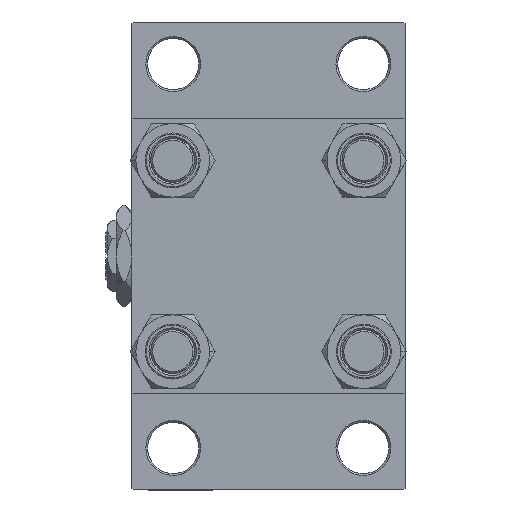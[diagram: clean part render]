
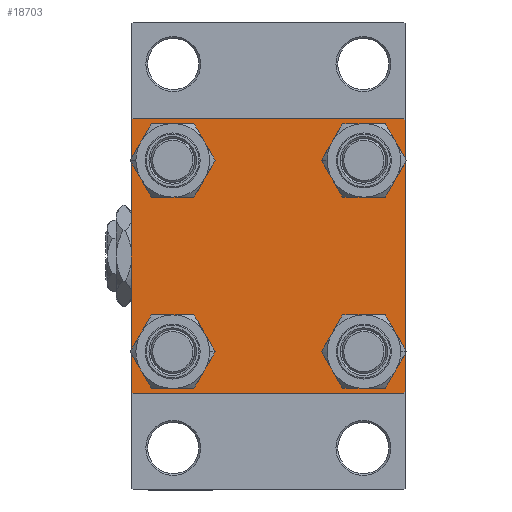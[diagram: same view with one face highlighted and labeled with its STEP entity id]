
A CAD part, left-side view. The second image highlights one B-rep face of the part: STEP entity #18703.
In plain terms, the highlighted planar face has unit normal (-1, 0, 0).
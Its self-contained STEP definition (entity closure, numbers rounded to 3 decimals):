
#493 = CARTESIAN_POINT ( 'NONE',  ( 0., 37.25, -37.25 ) ) ;
#1323 = EDGE_LOOP ( 'NONE', ( #24737, #7676 ) ) ;
#1372 = CARTESIAN_POINT ( 'NONE',  ( 0., -37.5, 37.5 ) ) ;
#1389 = EDGE_CURVE ( 'NONE', #33586, #35608, #37527, .T. ) ;
#2105 = CARTESIAN_POINT ( 'NONE',  ( 0., 37.5, -37. ) ) ;
#2297 = AXIS2_PLACEMENT_3D ( 'NONE', #15803, #24085, #28076 ) ;
#3166 = CIRCLE ( 'NONE', #17537, 6.5 ) ;
#3169 = VERTEX_POINT ( 'NONE', #36143 ) ;
#3208 = LINE ( 'NONE', #26465, #10311 ) ;
#3210 = AXIS2_PLACEMENT_3D ( 'NONE', #44598, #37096, #41590 ) ;
#3248 = CARTESIAN_POINT ( 'NONE',  ( 0., 37.5, 37.5 ) ) ;
#4523 = VECTOR ( 'NONE', #46037, 1000. ) ;
#4528 = VERTEX_POINT ( 'NONE', #32183 ) ;
#4591 = CIRCLE ( 'NONE', #32569, 6.5 ) ;
#4647 = ORIENTED_EDGE ( 'NONE', *, *, #30547, .T. ) ;
#4729 = CARTESIAN_POINT ( 'NONE',  ( 0., 26.15, 19.65 ) ) ;
#4934 = DIRECTION ( 'NONE',  ( 0., -1., 0. ) ) ;
#6127 = DIRECTION ( 'NONE',  ( 0., 0., -1. ) ) ;
#6850 = LINE ( 'NONE', #37860, #45416 ) ;
#7676 = ORIENTED_EDGE ( 'NONE', *, *, #16912, .T. ) ;
#7869 = EDGE_CURVE ( 'NONE', #4528, #3169, #34187, .T. ) ;
#8730 = VERTEX_POINT ( 'NONE', #32039 ) ;
#9397 = DIRECTION ( 'NONE',  ( 0., 0., 1. ) ) ;
#9465 = CARTESIAN_POINT ( 'NONE',  ( 0., -37.5, 37. ) ) ;
#9715 = CARTESIAN_POINT ( 'NONE',  ( 0., -37.25, 37.25 ) ) ;
#9755 = CARTESIAN_POINT ( 'NONE',  ( 0., -37., -37.5 ) ) ;
#10133 = ORIENTED_EDGE ( 'NONE', *, *, #44889, .T. ) ;
#10311 = VECTOR ( 'NONE', #41739, 1000. ) ;
#10458 = ORIENTED_EDGE ( 'NONE', *, *, #16082, .T. ) ;
#10867 = DIRECTION ( 'NONE',  ( 0., 0., 1. ) ) ;
#11043 = VECTOR ( 'NONE', #41688, 1000. ) ;
#11149 = ORIENTED_EDGE ( 'NONE', *, *, #14022, .T. ) ;
#11606 = EDGE_CURVE ( 'NONE', #32679, #24819, #46528, .T. ) ;
#11930 = EDGE_CURVE ( 'NONE', #24819, #16754, #23941, .T. ) ;
#13401 = DIRECTION ( 'NONE',  ( 0., 0., 1. ) ) ;
#13478 = CIRCLE ( 'NONE', #29490, 6.5 ) ;
#14001 = CARTESIAN_POINT ( 'NONE',  ( 0., -37., 37.5 ) ) ;
#14022 = EDGE_CURVE ( 'NONE', #20086, #41051, #4591, .T. ) ;
#14358 = FACE_BOUND ( 'NONE', #24961, .T. ) ;
#14602 = CARTESIAN_POINT ( 'NONE',  ( 0., 0., 0. ) ) ;
#15393 = EDGE_CURVE ( 'NONE', #33586, #23883, #6850, .T. ) ;
#15803 = CARTESIAN_POINT ( 'NONE',  ( 0., -26.15, -26.15 ) ) ;
#15849 = CIRCLE ( 'NONE', #2297, 6.5 ) ;
#15872 = DIRECTION ( 'NONE',  ( 1., 0., 0. ) ) ;
#16082 = EDGE_CURVE ( 'NONE', #23883, #32679, #42424, .T. ) ;
#16447 = EDGE_CURVE ( 'NONE', #41051, #20086, #15849, .T. ) ;
#16685 = ORIENTED_EDGE ( 'NONE', *, *, #11930, .T. ) ;
#16754 = VERTEX_POINT ( 'NONE', #9755 ) ;
#16912 = EDGE_CURVE ( 'NONE', #46314, #27666, #13478, .T. ) ;
#17416 = VERTEX_POINT ( 'NONE', #29943 ) ;
#17537 = AXIS2_PLACEMENT_3D ( 'NONE', #20090, #27106, #38373 ) ;
#17808 = CIRCLE ( 'NONE', #18640, 6.5 ) ;
#17987 = ORIENTED_EDGE ( 'NONE', *, *, #7869, .T. ) ;
#18597 = EDGE_CURVE ( 'NONE', #17416, #24345, #41525, .T. ) ;
#18640 = AXIS2_PLACEMENT_3D ( 'NONE', #28431, #33182, #13401 ) ;
#18703 = ADVANCED_FACE ( 'NONE', ( #30137, #49393, #14358, #25882, #41162 ), #37406, .T. ) ;
#18987 = AXIS2_PLACEMENT_3D ( 'NONE', #25252, #36285, #29255 ) ;
#20086 = VERTEX_POINT ( 'NONE', #48758 ) ;
#20090 = CARTESIAN_POINT ( 'NONE',  ( 0., 26.15, 26.15 ) ) ;
#20112 = VECTOR ( 'NONE', #6127, 1000. ) ;
#20523 = VECTOR ( 'NONE', #4934, 1000. ) ;
#20772 = AXIS2_PLACEMENT_3D ( 'NONE', #44416, #28905, #9397 ) ;
#23336 = CARTESIAN_POINT ( 'NONE',  ( 0., -26.15, 19.65 ) ) ;
#23883 = VERTEX_POINT ( 'NONE', #24758 ) ;
#23941 = LINE ( 'NONE', #39207, #20523 ) ;
#24085 = DIRECTION ( 'NONE',  ( 1., 0., 0. ) ) ;
#24345 = VERTEX_POINT ( 'NONE', #23336 ) ;
#24737 = ORIENTED_EDGE ( 'NONE', *, *, #43960, .T. ) ;
#24758 = CARTESIAN_POINT ( 'NONE',  ( 0., 37.5, 37. ) ) ;
#24819 = VERTEX_POINT ( 'NONE', #36526 ) ;
#24961 = EDGE_LOOP ( 'NONE', ( #17987, #4647 ) ) ;
#25252 = CARTESIAN_POINT ( 'NONE',  ( 0., 26.15, -26.15 ) ) ;
#25882 = FACE_BOUND ( 'NONE', #1323, .T. ) ;
#26465 = CARTESIAN_POINT ( 'NONE',  ( 0., -37.25, -37.25 ) ) ;
#26634 = DIRECTION ( 'NONE',  ( 1., 0., 0. ) ) ;
#26861 = ORIENTED_EDGE ( 'NONE', *, *, #15393, .T. ) ;
#27106 = DIRECTION ( 'NONE',  ( 1., 0., 0. ) ) ;
#27200 = EDGE_CURVE ( 'NONE', #29202, #8730, #44152, .T. ) ;
#27666 = VERTEX_POINT ( 'NONE', #29011 ) ;
#28076 = DIRECTION ( 'NONE',  ( 0., 0., 1. ) ) ;
#28431 = CARTESIAN_POINT ( 'NONE',  ( 0., 26.15, -26.15 ) ) ;
#28599 = EDGE_LOOP ( 'NONE', ( #43452, #10133 ) ) ;
#28723 = LINE ( 'NONE', #9715, #36824 ) ;
#28905 = DIRECTION ( 'NONE',  ( 1., 0., 0. ) ) ;
#29011 = CARTESIAN_POINT ( 'NONE',  ( 0., 26.15, 32.65 ) ) ;
#29202 = VERTEX_POINT ( 'NONE', #9465 ) ;
#29255 = DIRECTION ( 'NONE',  ( 0., 0., 1. ) ) ;
#29490 = AXIS2_PLACEMENT_3D ( 'NONE', #37690, #15872, #33939 ) ;
#29642 = ORIENTED_EDGE ( 'NONE', *, *, #11606, .T. ) ;
#29893 = DIRECTION ( 'NONE',  ( -1., 0., 0. ) ) ;
#29943 = CARTESIAN_POINT ( 'NONE',  ( 0., -26.15, 32.65 ) ) ;
#30137 = FACE_BOUND ( 'NONE', #28599, .T. ) ;
#30547 = EDGE_CURVE ( 'NONE', #3169, #4528, #17808, .T. ) ;
#32039 = CARTESIAN_POINT ( 'NONE',  ( 0., -37.5, -37. ) ) ;
#32183 = CARTESIAN_POINT ( 'NONE',  ( 0., 26.15, -19.65 ) ) ;
#32569 = AXIS2_PLACEMENT_3D ( 'NONE', #42395, #26634, #35135 ) ;
#32679 = VERTEX_POINT ( 'NONE', #2105 ) ;
#32743 = AXIS2_PLACEMENT_3D ( 'NONE', #14602, #29893, #10867 ) ;
#33182 = DIRECTION ( 'NONE',  ( 1., 0., 0. ) ) ;
#33586 = VERTEX_POINT ( 'NONE', #43903 ) ;
#33939 = DIRECTION ( 'NONE',  ( 0., 0., 1. ) ) ;
#34187 = CIRCLE ( 'NONE', #18987, 6.5 ) ;
#34355 = DIRECTION ( 'NONE',  ( 0., 0.707, -0.707 ) ) ;
#35135 = DIRECTION ( 'NONE',  ( 0., 0., 1. ) ) ;
#35246 = EDGE_LOOP ( 'NONE', ( #45449, #11149 ) ) ;
#35608 = VERTEX_POINT ( 'NONE', #14001 ) ;
#35961 = ORIENTED_EDGE ( 'NONE', *, *, #1389, .F. ) ;
#36143 = CARTESIAN_POINT ( 'NONE',  ( 0., 26.15, -32.65 ) ) ;
#36197 = EDGE_LOOP ( 'NONE', ( #10458, #29642, #16685, #47865, #45200, #43779, #35961, #26861 ) ) ;
#36285 = DIRECTION ( 'NONE',  ( 1., 0., 0. ) ) ;
#36526 = CARTESIAN_POINT ( 'NONE',  ( 0., 37., -37.5 ) ) ;
#36824 = VECTOR ( 'NONE', #48720, 1000. ) ;
#37096 = DIRECTION ( 'NONE',  ( 1., 0., 0. ) ) ;
#37406 = PLANE ( 'NONE',  #32743 ) ;
#37527 = LINE ( 'NONE', #3248, #46634 ) ;
#37690 = CARTESIAN_POINT ( 'NONE',  ( 0., 26.15, 26.15 ) ) ;
#37860 = CARTESIAN_POINT ( 'NONE',  ( 0., 37.25, 37.25 ) ) ;
#38373 = DIRECTION ( 'NONE',  ( 0., 0., 1. ) ) ;
#38423 = CARTESIAN_POINT ( 'NONE',  ( 0., 37.5, 37.5 ) ) ;
#39207 = CARTESIAN_POINT ( 'NONE',  ( 0., 37.5, -37.5 ) ) ;
#41051 = VERTEX_POINT ( 'NONE', #48311 ) ;
#41162 = FACE_OUTER_BOUND ( 'NONE', #36197, .T. ) ;
#41525 = CIRCLE ( 'NONE', #20772, 6.5 ) ;
#41590 = DIRECTION ( 'NONE',  ( 0., 0., 1. ) ) ;
#41688 = DIRECTION ( 'NONE',  ( 0., 0., -1. ) ) ;
#41739 = DIRECTION ( 'NONE',  ( 0., -0.707, 0.707 ) ) ;
#42333 = EDGE_CURVE ( 'NONE', #16754, #8730, #3208, .T. ) ;
#42395 = CARTESIAN_POINT ( 'NONE',  ( 0., -26.15, -26.15 ) ) ;
#42424 = LINE ( 'NONE', #38423, #11043 ) ;
#43452 = ORIENTED_EDGE ( 'NONE', *, *, #18597, .T. ) ;
#43779 = ORIENTED_EDGE ( 'NONE', *, *, #46445, .T. ) ;
#43903 = CARTESIAN_POINT ( 'NONE',  ( 0., 37., 37.5 ) ) ;
#43960 = EDGE_CURVE ( 'NONE', #27666, #46314, #3166, .T. ) ;
#44152 = LINE ( 'NONE', #1372, #20112 ) ;
#44416 = CARTESIAN_POINT ( 'NONE',  ( 0., -26.15, 26.15 ) ) ;
#44598 = CARTESIAN_POINT ( 'NONE',  ( 0., -26.15, 26.15 ) ) ;
#44752 = CIRCLE ( 'NONE', #3210, 6.5 ) ;
#44889 = EDGE_CURVE ( 'NONE', #24345, #17416, #44752, .T. ) ;
#45200 = ORIENTED_EDGE ( 'NONE', *, *, #27200, .F. ) ;
#45416 = VECTOR ( 'NONE', #34355, 1000. ) ;
#45449 = ORIENTED_EDGE ( 'NONE', *, *, #16447, .T. ) ;
#46037 = DIRECTION ( 'NONE',  ( 0., -0.707, -0.707 ) ) ;
#46314 = VERTEX_POINT ( 'NONE', #4729 ) ;
#46445 = EDGE_CURVE ( 'NONE', #29202, #35608, #28723, .T. ) ;
#46528 = LINE ( 'NONE', #493, #4523 ) ;
#46634 = VECTOR ( 'NONE', #49524, 1000. ) ;
#47865 = ORIENTED_EDGE ( 'NONE', *, *, #42333, .T. ) ;
#48311 = CARTESIAN_POINT ( 'NONE',  ( 0., -26.15, -19.65 ) ) ;
#48720 = DIRECTION ( 'NONE',  ( 0., 0.707, 0.707 ) ) ;
#48758 = CARTESIAN_POINT ( 'NONE',  ( 0., -26.15, -32.65 ) ) ;
#49393 = FACE_BOUND ( 'NONE', #35246, .T. ) ;
#49524 = DIRECTION ( 'NONE',  ( 0., -1., 0. ) ) ;
